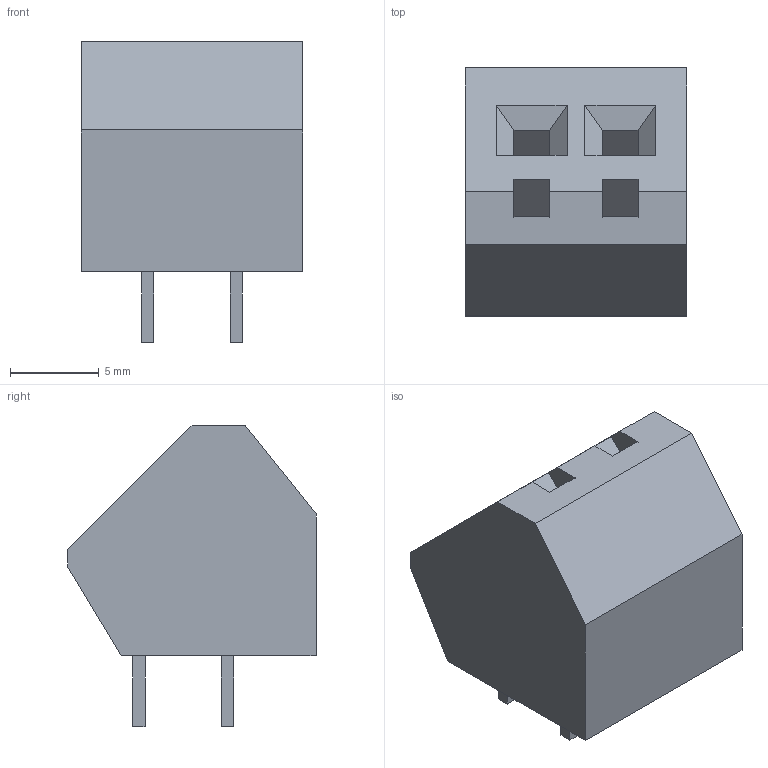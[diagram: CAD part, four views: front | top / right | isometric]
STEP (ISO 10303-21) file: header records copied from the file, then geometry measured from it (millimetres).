
FILE_DESCRIPTION(('STEP AP214'), '1');
FILE_NAME('抔樦憵_捗珫-2,5-2', '2019-04-04T12:43:50', ('user'), (''), 'ASCON STEP Converter 1.3', 'ASCON Math Kernel', '');
FILE_SCHEMA(('AUTOMOTIVE_DESIGN { 1 0 10303 214 3 1 1}'));
Length unit declared in the file: millimetre
Bounding box: 12.5 x 14 x 17 mm (x, y, z)
Volume: 1667.2 mm3; surface area: 1050.9 mm2
Topology: 1 solids, 1 shells, 61 faces, 145 edges, 94 vertices
Faces by surface type: plane 59, cylinder 2
Full cylindrical faces by diameter (mm): 0.5 x2
Entity records: 2241 total; most frequent: CARTESIAN_POINT 299, ORIENTED_EDGE 286, DIRECTION 271, EDGE_CURVE 143, LINE 139, VECTOR 139, VERTEX_POINT 94, EDGE_LOOP 71
